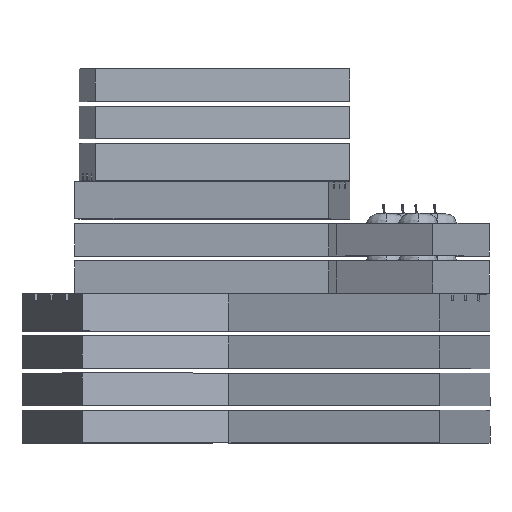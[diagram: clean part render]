
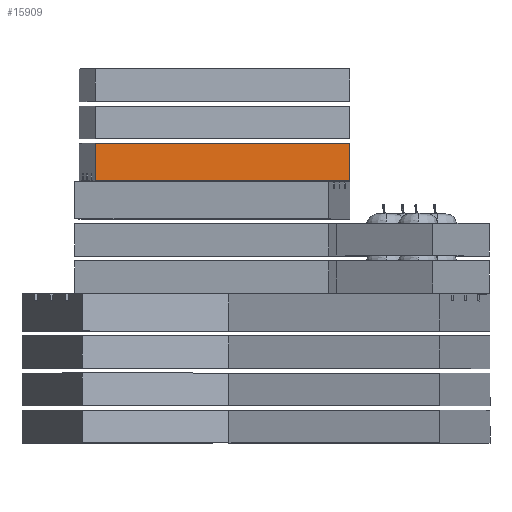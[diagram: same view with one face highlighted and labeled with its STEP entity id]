
A CAD part, top view. The second image highlights one B-rep face of the part: STEP entity #15909.
In plain terms, the highlighted face is planar.
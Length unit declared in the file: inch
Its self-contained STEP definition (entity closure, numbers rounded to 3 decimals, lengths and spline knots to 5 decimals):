
#1463 = LINE ( 'NONE', #30008, #11991 ) ;
#5323 = VECTOR ( 'NONE', #36136, 39.37008 ) ;
#5862 = EDGE_CURVE ( 'NONE', #8274, #14877, #1463, .T. ) ;
#8274 = VERTEX_POINT ( 'NONE', #11592 ) ;
#8568 = DIRECTION ( 'NONE',  ( 1., 0., 0. ) ) ;
#9923 = DIRECTION ( 'NONE',  ( 0., -1., 0. ) ) ;
#11592 = CARTESIAN_POINT ( 'NONE',  ( 13.75, 4., 8.25 ) ) ;
#11991 = VECTOR ( 'NONE', #9923, 39.37008 ) ;
#13038 = DIRECTION ( 'NONE',  ( -1., 0., 0. ) ) ;
#14303 = VERTEX_POINT ( 'NONE', #32302 ) ;
#14815 = EDGE_CURVE ( 'NONE', #36006, #14303, #27097, .T. ) ;
#14877 = VERTEX_POINT ( 'NONE', #25542 ) ;
#15909 = ADVANCED_FACE ( 'NONE', ( #21196 ), #26439, .F. ) ;
#17980 = ORIENTED_EDGE ( 'NONE', *, *, #14815, .T. ) ;
#21196 = FACE_OUTER_BOUND ( 'NONE', #31608, .T. ) ;
#24212 = ORIENTED_EDGE ( 'NONE', *, *, #29680, .T. ) ;
#25523 = CARTESIAN_POINT ( 'NONE',  ( -13.75, 4., 8.25 ) ) ;
#25542 = CARTESIAN_POINT ( 'NONE',  ( 13.75, 0., 8.25 ) ) ;
#26439 = PLANE ( 'NONE',  #29861 ) ;
#27048 = ORIENTED_EDGE ( 'NONE', *, *, #5862, .F. ) ;
#27097 = LINE ( 'NONE', #32694, #5323 ) ;
#28927 = CARTESIAN_POINT ( 'NONE',  ( -13.75, 4., 8.25 ) ) ;
#29680 = EDGE_CURVE ( 'NONE', #14303, #14877, #35236, .T. ) ;
#29861 = AXIS2_PLACEMENT_3D ( 'NONE', #30443, #43818, #13038 ) ;
#30008 = CARTESIAN_POINT ( 'NONE',  ( 13.75, 12., 8.25 ) ) ;
#30443 = CARTESIAN_POINT ( 'NONE',  ( -13.75, 12., 8.25 ) ) ;
#30537 = DIRECTION ( 'NONE',  ( 1., 0., 0. ) ) ;
#31608 = EDGE_LOOP ( 'NONE', ( #27048, #41793, #17980, #24212 ) ) ;
#32302 = CARTESIAN_POINT ( 'NONE',  ( -13.75, 0., 8.25 ) ) ;
#32694 = CARTESIAN_POINT ( 'NONE',  ( -13.75, 12., 8.25 ) ) ;
#32962 = EDGE_CURVE ( 'NONE', #36006, #8274, #39682, .T. ) ;
#34170 = VECTOR ( 'NONE', #30537, 39.37008 ) ;
#34402 = CARTESIAN_POINT ( 'NONE',  ( -13.75, 0., 8.25 ) ) ;
#35236 = LINE ( 'NONE', #34402, #34170 ) ;
#36006 = VERTEX_POINT ( 'NONE', #25523 ) ;
#36136 = DIRECTION ( 'NONE',  ( 0., -1., 0. ) ) ;
#38094 = VECTOR ( 'NONE', #8568, 39.37008 ) ;
#39682 = LINE ( 'NONE', #28927, #38094 ) ;
#41793 = ORIENTED_EDGE ( 'NONE', *, *, #32962, .F. ) ;
#43818 = DIRECTION ( 'NONE',  ( 0., 0., -1. ) ) ;
